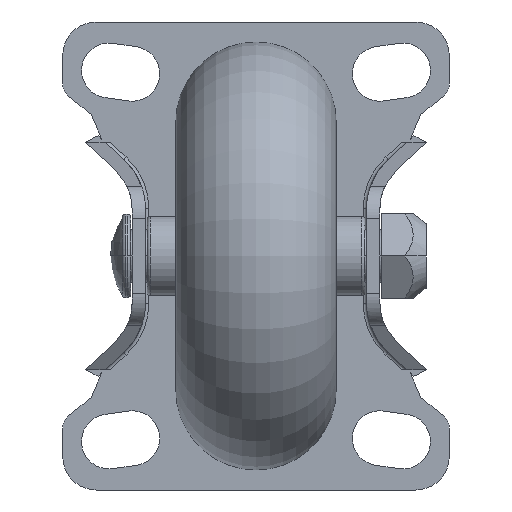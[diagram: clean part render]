
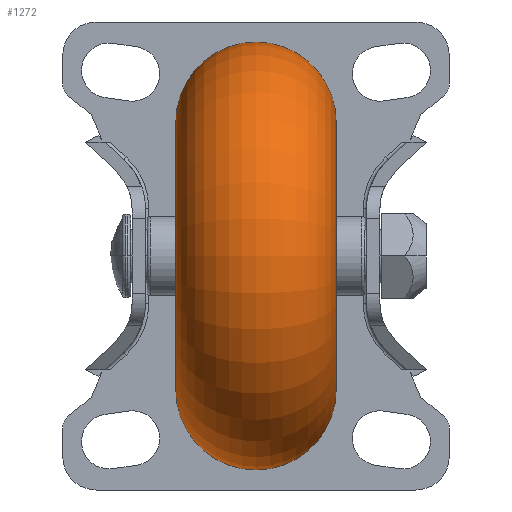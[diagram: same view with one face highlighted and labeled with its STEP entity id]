
A CAD part, front view. The second image highlights one B-rep face of the part: STEP entity #1272.
In plain terms, the highlighted toroidal (fillet/blend) face has major radius 20 mm and minor radius 12 mm.
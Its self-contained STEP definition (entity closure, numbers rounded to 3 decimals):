
#333 = EDGE_CURVE ( 'NONE', #6626, #4243, #15369, .T. ) ;
#386 = EDGE_CURVE ( 'NONE', #6626, #10407, #1556, .T. ) ;
#926 = CARTESIAN_POINT ( 'NONE',  ( 0., -58., 20. ) ) ;
#1272 = ADVANCED_FACE ( 'NONE', ( #2121 ), #5048, .T. ) ;
#1556 = CIRCLE ( 'NONE', #8962, 20. ) ;
#2121 = FACE_OUTER_BOUND ( 'NONE', #11007, .T. ) ;
#2191 = DIRECTION ( 'NONE',  ( 0., 0., -1. ) ) ;
#2711 = ORIENTED_EDGE ( 'NONE', *, *, #12122, .T. ) ;
#4243 = VERTEX_POINT ( 'NONE', #6506 ) ;
#5048 = TOROIDAL_SURFACE ( 'NONE', #11421, 20., 12. ) ;
#5496 = DIRECTION ( 'NONE',  ( -1., 0., 0. ) ) ;
#6506 = CARTESIAN_POINT ( 'NONE',  ( -12., -58., -20. ) ) ;
#6626 = VERTEX_POINT ( 'NONE', #9619 ) ;
#7003 = EDGE_CURVE ( 'NONE', #4243, #14371, #11568, .T. ) ;
#7248 = AXIS2_PLACEMENT_3D ( 'NONE', #13894, #9482, #16276 ) ;
#7398 = AXIS2_PLACEMENT_3D ( 'NONE', #13115, #5496, #14387 ) ;
#8689 = ORIENTED_EDGE ( 'NONE', *, *, #386, .T. ) ;
#8962 = AXIS2_PLACEMENT_3D ( 'NONE', #15287, #14694, #15336 ) ;
#9187 = ORIENTED_EDGE ( 'NONE', *, *, #333, .F. ) ;
#9482 = DIRECTION ( 'NONE',  ( 0., 1., 0. ) ) ;
#9619 = CARTESIAN_POINT ( 'NONE',  ( 12., -58., -20. ) ) ;
#9721 = DIRECTION ( 'NONE',  ( 0., -1., 0. ) ) ;
#9875 = CARTESIAN_POINT ( 'NONE',  ( 12., -58., 20. ) ) ;
#9917 = AXIS2_PLACEMENT_3D ( 'NONE', #926, #9721, #2191 ) ;
#10407 = VERTEX_POINT ( 'NONE', #9875 ) ;
#11007 = EDGE_LOOP ( 'NONE', ( #9187, #8689, #2711, #12239 ) ) ;
#11421 = AXIS2_PLACEMENT_3D ( 'NONE', #13418, #13468, #13516 ) ;
#11568 = CIRCLE ( 'NONE', #7398, 20. ) ;
#12122 = EDGE_CURVE ( 'NONE', #10407, #14371, #16254, .T. ) ;
#12239 = ORIENTED_EDGE ( 'NONE', *, *, #7003, .F. ) ;
#12889 = CARTESIAN_POINT ( 'NONE',  ( -12., -58., 20. ) ) ;
#13115 = CARTESIAN_POINT ( 'NONE',  ( -12., -58., 0. ) ) ;
#13418 = CARTESIAN_POINT ( 'NONE',  ( 0., -58., 0. ) ) ;
#13468 = DIRECTION ( 'NONE',  ( -1., 0., 0. ) ) ;
#13516 = DIRECTION ( 'NONE',  ( 0., 0., 1. ) ) ;
#13894 = CARTESIAN_POINT ( 'NONE',  ( 0., -58., -20. ) ) ;
#14371 = VERTEX_POINT ( 'NONE', #12889 ) ;
#14387 = DIRECTION ( 'NONE',  ( 0., 0., 1. ) ) ;
#14694 = DIRECTION ( 'NONE',  ( -1., 0., 0. ) ) ;
#15287 = CARTESIAN_POINT ( 'NONE',  ( 12., -58., 0. ) ) ;
#15336 = DIRECTION ( 'NONE',  ( 0., 0., 1. ) ) ;
#15369 = CIRCLE ( 'NONE', #7248, 12. ) ;
#16254 = CIRCLE ( 'NONE', #9917, 12. ) ;
#16276 = DIRECTION ( 'NONE',  ( 0., 0., 1. ) ) ;
